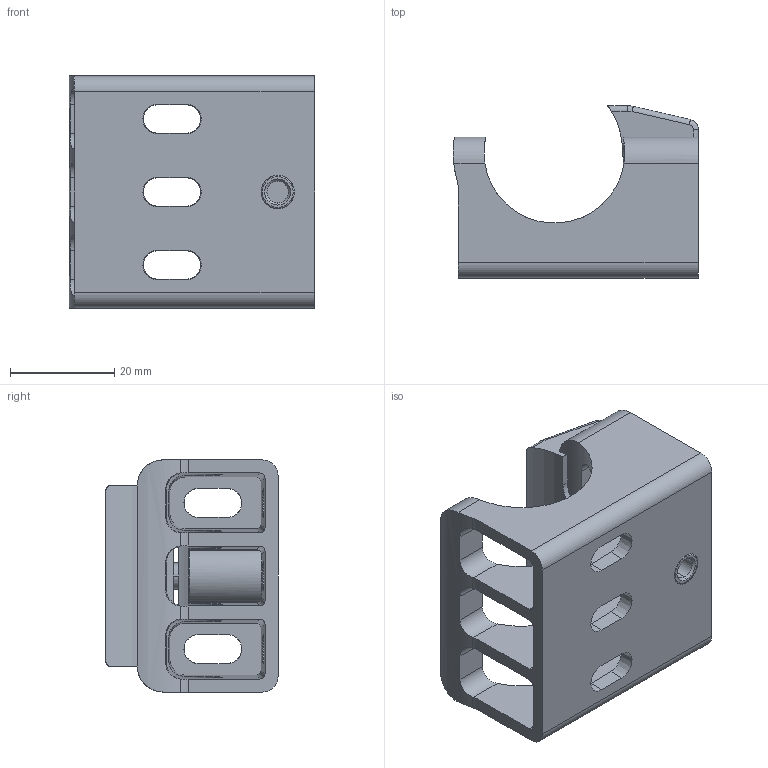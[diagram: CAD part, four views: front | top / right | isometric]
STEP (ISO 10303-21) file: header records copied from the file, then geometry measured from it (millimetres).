
FILE_DESCRIPTION((''),'2;1');
FILE_NAME('186361_ASM','2016-08-12T',('pdmadmin'),(''),'PRO/ENGINEER BY PARAMETRIC TECHNOLOGY CORPORATION, 2016010','PRO/ENGINEER BY PARAMETRIC TECHNOLOGY CORPORATION, 2016010','');
FILE_SCHEMA(('CONFIG_CONTROL_DESIGN'));
Products named in the file (6): 194129; PEMNUT_ISC-M5; 194129_ASM; 194130; BHCS_M5X16; 186361_ASM
Assembly tree (5 placements, depth 3):
  186361_ASM
    194129_ASM
      194129
      PEMNUT_ISC-M5
    194130
    BHCS_M5X16
Bounding box: 47.06 x 33 x 44.5 mm (x, y, z)
Volume: 20746.8 mm3; surface area: 15925.5 mm2
Topology: 4 solids, 4 shells, 232 faces, 597 edges, 382 vertices
Faces by surface type: plane 97, cylinder 93, cone 20, torus 9, bspline 9, sphere 4
Entity records: 8119 total; most frequent: CARTESIAN_POINT 2407, ORIENTED_EDGE 1194, DIRECTION 1113, EDGE_CURVE 597, AXIS2_PLACEMENT_3D 394, VERTEX_POINT 382, VECTOR 325, LINE 325
